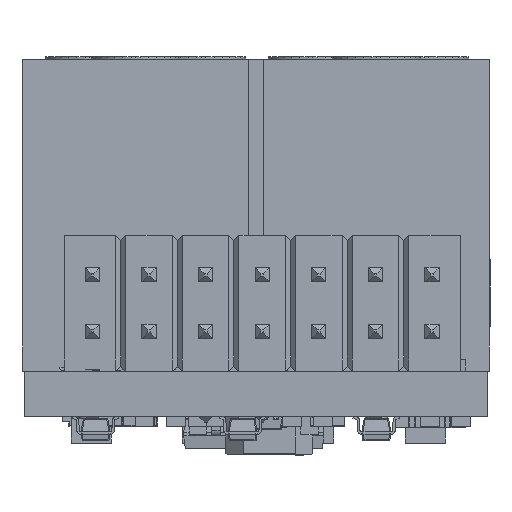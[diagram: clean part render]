
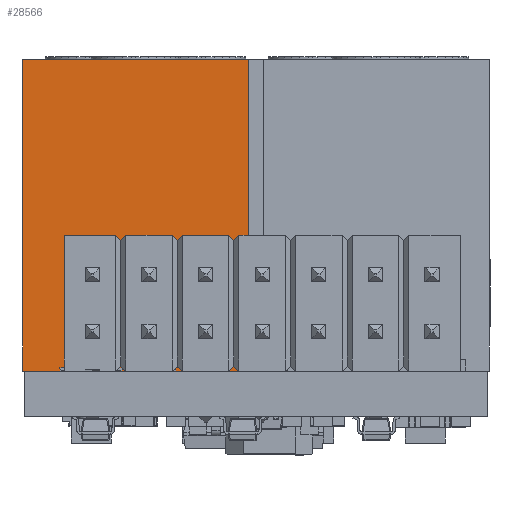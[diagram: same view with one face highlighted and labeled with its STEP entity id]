
A CAD part, left-side view. The second image highlights one B-rep face of the part: STEP entity #28566.
In plain terms, the highlighted planar face has unit normal (-1, 0, 0).
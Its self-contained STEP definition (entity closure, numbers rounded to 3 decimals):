
#4002=FACE_OUTER_BOUND('',#5631,.T.);
#5631=EDGE_LOOP('',(#22452,#22453,#22454,#22455));
#7852=LINE('',#43456,#10764);
#7854=LINE('',#43460,#10766);
#7855=LINE('',#43462,#10767);
#7856=LINE('',#43463,#10768);
#10764=VECTOR('',#34918,1.);
#10766=VECTOR('',#34922,1.);
#10767=VECTOR('',#34923,1.);
#10768=VECTOR('',#34924,1.);
#13452=VERTEX_POINT('',#43453);
#13453=VERTEX_POINT('',#43455);
#13454=VERTEX_POINT('',#43459);
#13455=VERTEX_POINT('',#43461);
#16661=EDGE_CURVE('',#13453,#13452,#7852,.T.);
#16663=EDGE_CURVE('',#13452,#13454,#7854,.T.);
#16664=EDGE_CURVE('',#13455,#13454,#7855,.T.);
#16665=EDGE_CURVE('',#13453,#13455,#7856,.T.);
#22452=ORIENTED_EDGE('',*,*,#16661,.T.);
#22453=ORIENTED_EDGE('',*,*,#16663,.T.);
#22454=ORIENTED_EDGE('',*,*,#16664,.F.);
#22455=ORIENTED_EDGE('',*,*,#16665,.F.);
#27280=PLANE('',#30693);
#28566=ADVANCED_FACE('',(#4002),#27280,.T.);
#30693=AXIS2_PLACEMENT_3D('',#43458,#34920,#34921);
#34918=DIRECTION('',(0.,0.,1.));
#34920=DIRECTION('center_axis',(-1.,0.,0.));
#34921=DIRECTION('ref_axis',(0.,1.,0.));
#34922=DIRECTION('',(0.,1.,0.));
#34923=DIRECTION('',(0.,0.,1.));
#34924=DIRECTION('',(0.,1.,0.));
#43453=CARTESIAN_POINT('',(-5.075,-5.075,14.));
#43455=CARTESIAN_POINT('',(-5.075,-5.075,0.));
#43456=CARTESIAN_POINT('',(-5.075,-5.075,0.));
#43458=CARTESIAN_POINT('Origin',(-5.075,-5.075,0.));
#43459=CARTESIAN_POINT('',(-5.075,5.075,14.));
#43460=CARTESIAN_POINT('',(-5.075,-5.075,14.));
#43461=CARTESIAN_POINT('',(-5.075,5.075,0.));
#43462=CARTESIAN_POINT('',(-5.075,5.075,0.));
#43463=CARTESIAN_POINT('',(-5.075,-5.075,0.));
